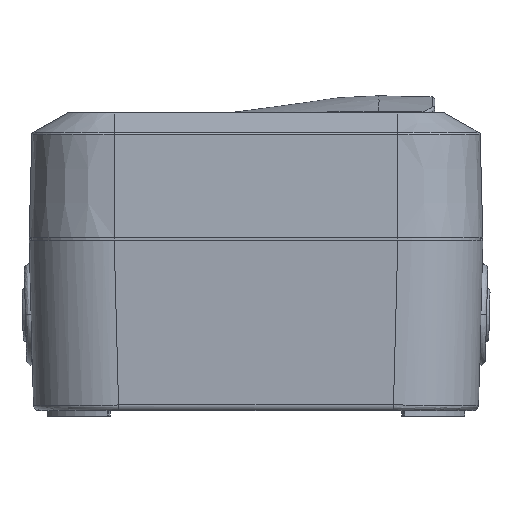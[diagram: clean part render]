
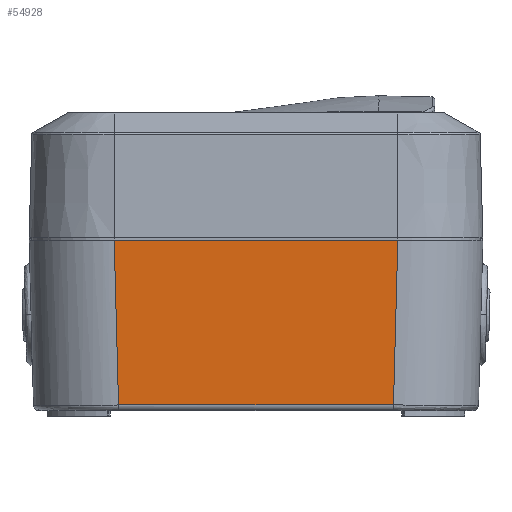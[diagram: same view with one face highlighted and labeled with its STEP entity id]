
A CAD part, left-side view. The second image highlights one B-rep face of the part: STEP entity #54928.
In plain terms, the highlighted planar face has unit normal (-1, 0, -0.026).
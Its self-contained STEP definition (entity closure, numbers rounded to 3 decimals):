
#6344 = DIRECTION ( 'NONE',  ( -0.026, 0., 1. ) ) ;
#6797 = DIRECTION ( 'NONE',  ( 0., 1., 0. ) ) ;
#12902 = CARTESIAN_POINT ( 'NONE',  ( -33.439, -24.006, -14.926 ) ) ;
#13254 = VECTOR ( 'NONE', #17514, 1000. ) ;
#15963 = EDGE_LOOP ( 'NONE', ( #71194, #75353, #19810, #41581 ) ) ;
#17514 = DIRECTION ( 'NONE',  ( 0.026, -0.026, -0.999 ) ) ;
#18419 = CARTESIAN_POINT ( 'NONE',  ( -33.439, -24.006, -14.926 ) ) ;
#19810 = ORIENTED_EDGE ( 'NONE', *, *, #30852, .F. ) ;
#20256 = DIRECTION ( 'NONE',  ( 0., -1., 0. ) ) ;
#24042 = CARTESIAN_POINT ( 'NONE',  ( -34.199, 25.244, 14.1 ) ) ;
#26338 = PLANE ( 'NONE',  #76555 ) ;
#30852 = EDGE_CURVE ( 'NONE', #68742, #59354, #79695, .T. ) ;
#31742 = EDGE_CURVE ( 'NONE', #85563, #57830, #53228, .T. ) ;
#32457 = VECTOR ( 'NONE', #72634, 1000. ) ;
#40208 = VECTOR ( 'NONE', #6797, 1000. ) ;
#41581 = ORIENTED_EDGE ( 'NONE', *, *, #61765, .T. ) ;
#43274 = CARTESIAN_POINT ( 'NONE',  ( -34.199, 25.244, 14.1 ) ) ;
#44893 = CARTESIAN_POINT ( 'NONE',  ( -34.199, -24.766, 14.1 ) ) ;
#46152 = LINE ( 'NONE', #18419, #32457 ) ;
#46706 = CARTESIAN_POINT ( 'NONE',  ( -34.199, -39.761, 14.1 ) ) ;
#53228 = LINE ( 'NONE', #12902, #40208 ) ;
#54928 = ADVANCED_FACE ( 'NONE', ( #72758 ), #26338, .T. ) ;
#55470 = VECTOR ( 'NONE', #20256, 1000. ) ;
#56066 = CARTESIAN_POINT ( 'NONE',  ( -33.439, -24.006, -14.926 ) ) ;
#57830 = VERTEX_POINT ( 'NONE', #66095 ) ;
#58849 = DIRECTION ( 'NONE',  ( -1., 0., -0.026 ) ) ;
#59354 = VERTEX_POINT ( 'NONE', #44893 ) ;
#61765 = EDGE_CURVE ( 'NONE', #68742, #57830, #83458, .T. ) ;
#66095 = CARTESIAN_POINT ( 'NONE',  ( -33.439, 24.484, -14.926 ) ) ;
#66241 = CARTESIAN_POINT ( 'NONE',  ( -34.199, 25.244, 14.1 ) ) ;
#68742 = VERTEX_POINT ( 'NONE', #43274 ) ;
#71194 = ORIENTED_EDGE ( 'NONE', *, *, #31742, .F. ) ;
#72634 = DIRECTION ( 'NONE',  ( -0.026, -0.026, 0.999 ) ) ;
#72758 = FACE_OUTER_BOUND ( 'NONE', #15963, .T. ) ;
#75353 = ORIENTED_EDGE ( 'NONE', *, *, #80853, .T. ) ;
#76555 = AXIS2_PLACEMENT_3D ( 'NONE', #46706, #58849, #6344 ) ;
#79695 = LINE ( 'NONE', #66241, #55470 ) ;
#80853 = EDGE_CURVE ( 'NONE', #85563, #59354, #46152, .T. ) ;
#83458 = LINE ( 'NONE', #24042, #13254 ) ;
#85563 = VERTEX_POINT ( 'NONE', #56066 ) ;
